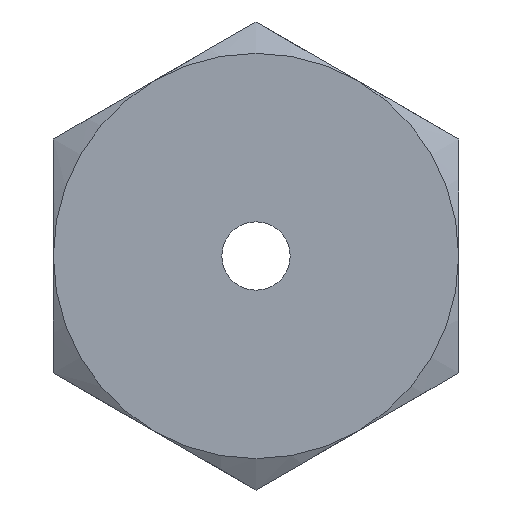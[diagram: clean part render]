
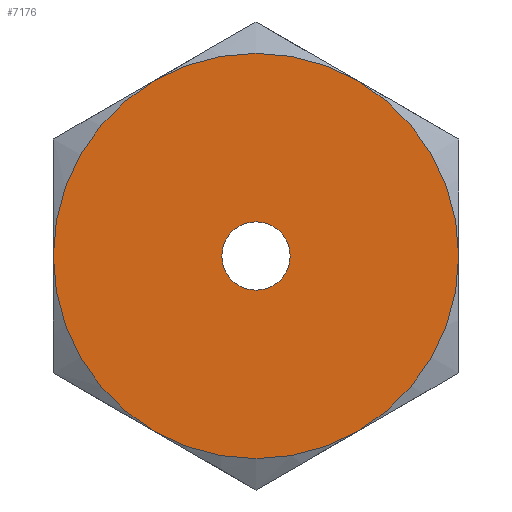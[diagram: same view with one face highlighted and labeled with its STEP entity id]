
A CAD part, left-side view. The second image highlights one B-rep face of the part: STEP entity #7176.
In plain terms, the highlighted planar face has unit normal (-1, 0, 0).
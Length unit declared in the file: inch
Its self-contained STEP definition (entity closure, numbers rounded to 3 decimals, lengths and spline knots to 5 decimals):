
#2867=CARTESIAN_POINT('',(-0.11,0.07713,
-0.13358));
#2882=CARTESIAN_POINT('',(-0.11,0.15425,
0.));
#2911=CARTESIAN_POINT('',(-0.11,0.07712,
0.13358));
#2926=CARTESIAN_POINT('',(-0.11,0.,0.));
#2927=DIRECTION('',(-1.,0.,0.));
#2928=DIRECTION('',(0.,1.,0.));
#2929=AXIS2_PLACEMENT_3D('',#2926,#2927,#2928);
#2931=CARTESIAN_POINT('',(-0.11,0.,0.));
#2932=DIRECTION('',(-1.,0.,0.));
#2933=DIRECTION('',(0.,0.5,0.866));
#2934=AXIS2_PLACEMENT_3D('',#2931,#2932,#2933);
#2936=CARTESIAN_POINT('',(-0.11,0.,0.));
#2937=DIRECTION('',(-1.,0.,0.));
#2938=DIRECTION('',(0.,-0.5,0.866));
#2939=AXIS2_PLACEMENT_3D('',#2936,#2937,#2938);
#2941=CARTESIAN_POINT('',(-0.11,0.,0.));
#2942=DIRECTION('',(-1.,0.,0.));
#2943=DIRECTION('',(0.,-1.,0.));
#2944=AXIS2_PLACEMENT_3D('',#2941,#2942,#2943);
#2946=CARTESIAN_POINT('',(-0.11,0.,0.));
#2947=DIRECTION('',(-1.,0.,0.));
#2948=DIRECTION('',(0.,-0.5,-0.866));
#2949=AXIS2_PLACEMENT_3D('',#2946,#2947,#2948);
#2951=CARTESIAN_POINT('',(-0.11,0.,0.));
#2952=DIRECTION('',(-1.,0.,0.));
#2953=DIRECTION('',(0.,0.5,-0.866));
#2954=AXIS2_PLACEMENT_3D('',#2951,#2952,#2953);
#2956=CARTESIAN_POINT('',(-0.11,0.,0.));
#2957=DIRECTION('',(1.,0.,0.));
#2958=DIRECTION('',(0.,-1.,0.));
#2959=AXIS2_PLACEMENT_3D('',#2956,#2957,#2958);
#2961=CARTESIAN_POINT('',(-0.11,0.,0.));
#2962=DIRECTION('',(1.,0.,0.));
#2963=DIRECTION('',(0.,1.,0.));
#2964=AXIS2_PLACEMENT_3D('',#2961,#2962,#2963);
#2981=CARTESIAN_POINT('',(-0.11,-0.07713,
0.13358));
#3003=CARTESIAN_POINT('',(-0.11,-0.15425,
0.));
#3025=CARTESIAN_POINT('',(-0.11,-0.07712,
-0.13358));
#3169=VERTEX_POINT('',#2867);
#3171=VERTEX_POINT('',#2882);
#3174=VERTEX_POINT('',#2911);
#3176=VERTEX_POINT('',#2981);
#3178=VERTEX_POINT('',#3003);
#3179=VERTEX_POINT('',#3025);
#3184=CARTESIAN_POINT('',(-0.11,-0.026,0.));
#3185=CARTESIAN_POINT('',(-0.11,0.026,0.));
#3186=VERTEX_POINT('',#3184);
#3187=VERTEX_POINT('',#3185);
#7157=CARTESIAN_POINT('',(-0.11,0.,0.));
#7158=DIRECTION('',(1.,0.,0.));
#7159=DIRECTION('',(0.,1.,0.));
#7160=AXIS2_PLACEMENT_3D('',#7157,#7158,#7159);
#7161=PLANE('',#7160);
#7162=ORIENTED_EDGE('',*,*,#7055,.F.);
#7163=ORIENTED_EDGE('',*,*,#7125,.F.);
#7164=ORIENTED_EDGE('',*,*,#7138,.F.);
#7165=ORIENTED_EDGE('',*,*,#7152,.F.);
#7166=ORIENTED_EDGE('',*,*,#7082,.F.);
#7167=ORIENTED_EDGE('',*,*,#7066,.F.);
#7168=EDGE_LOOP('',(#7162,#7163,#7164,#7165,#7166,#7167));
#7169=FACE_OUTER_BOUND('',#7168,.F.);
#7171=ORIENTED_EDGE('',*,*,#7170,.F.);
#7173=ORIENTED_EDGE('',*,*,#7172,.F.);
#7174=EDGE_LOOP('',(#7171,#7173));
#7175=FACE_BOUND('',#7174,.F.);
#2930=CIRCLE('',#2929,0.15425);
#2935=CIRCLE('',#2934,0.15425);
#2940=CIRCLE('',#2939,0.15425);
#2945=CIRCLE('',#2944,0.15425);
#2950=CIRCLE('',#2949,0.15425);
#2955=CIRCLE('',#2954,0.15425);
#2960=CIRCLE('',#2959,0.026);
#2965=CIRCLE('',#2964,0.026);
#7055=EDGE_CURVE('',#3171,#3169,#2930,.T.);
#7066=EDGE_CURVE('',#3169,#3179,#2955,.T.);
#7082=EDGE_CURVE('',#3179,#3178,#2950,.T.);
#7125=EDGE_CURVE('',#3174,#3171,#2935,.T.);
#7138=EDGE_CURVE('',#3176,#3174,#2940,.T.);
#7152=EDGE_CURVE('',#3178,#3176,#2945,.T.);
#7170=EDGE_CURVE('',#3186,#3187,#2960,.T.);
#7172=EDGE_CURVE('',#3187,#3186,#2965,.T.);
#7176=ADVANCED_FACE('',(#7169,#7175),#7161,.F.);
